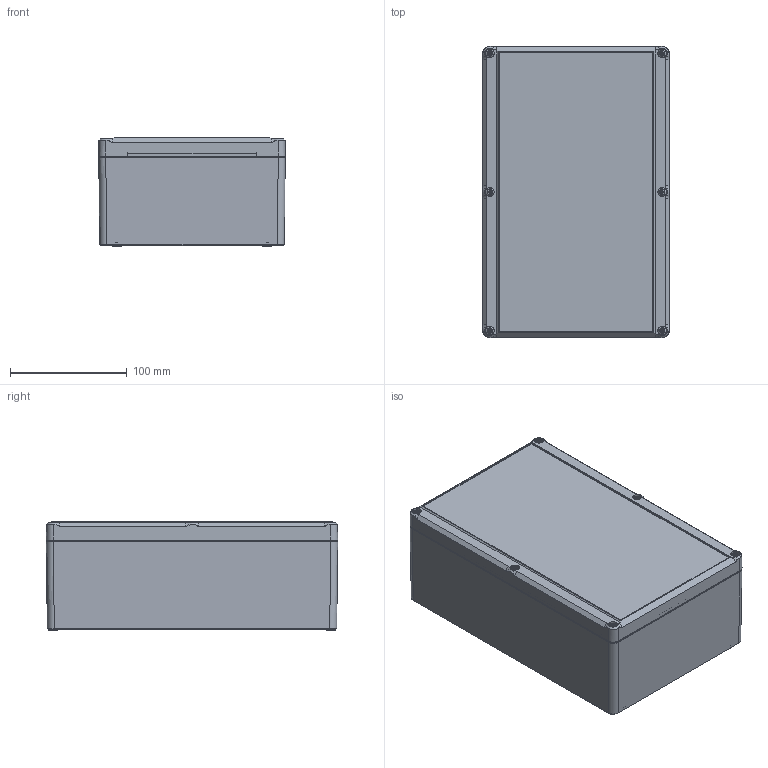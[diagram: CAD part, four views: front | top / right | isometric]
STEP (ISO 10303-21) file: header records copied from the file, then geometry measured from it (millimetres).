
FILE_DESCRIPTION((''),'2;1');
FILE_NAME('63240200_ET 240 F.stp','2009-09-02T14:41:49',('Kotzmaier'),(''),'Autodesk Inventor 2009','Autodesk Inventor 2009','');
FILE_SCHEMA(('AUTOMOTIVE_DESIGN { 1 0 10303 214 1 1 1 1 }'));
Length unit declared in the file: millimetre
Products named in the file (4): EM 240 F; 240&241&250 UT_1003221_3DSYM; 233&239&240 OT-F_1003247_3DSYM; SHR Z KAL40X25X10 WN 1412 MG_3DSYM
Assembly tree (8 placements, depth 2):
  EM 240 F
    240&241&250 UT_1003221_3DSYM
    233&239&240 OT-F_1003247_3DSYM
    SHR Z KAL40X25X10 WN 1412 MG_3DSYM  x6
Bounding box: 160 x 250 x 93.5 mm (x, y, z)
Volume: 164338.3 mm3; surface area: 330975.4 mm2
Topology: 7 solids, 8 shells, 1354 faces, 3267 edges, 2000 vertices
Faces by surface type: plane 395, cylinder 362, bspline 279, cone 204, torus 114
Full cylindrical faces by diameter (mm): 2.4 x24, 2.9 x6, 3.2 x6, 4.2 x4, 4.5 x6, 7 x6, 7.4 x6, 7.5 x4, 9 x4
Entity records: 29604 total; most frequent: CARTESIAN_POINT 11178, DIRECTION 4003, ORIENTED_EDGE 3450, EDGE_CURVE 1725, AXIS2_PLACEMENT_3D 1649, VERTEX_POINT 1170, EDGE_LOOP 1155, FACE_OUTER_BOUND 848
